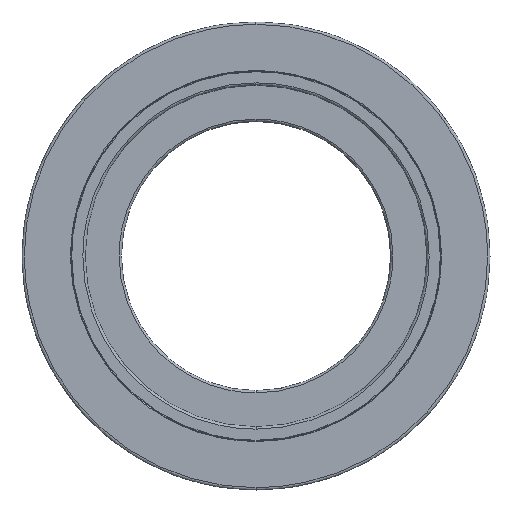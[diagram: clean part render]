
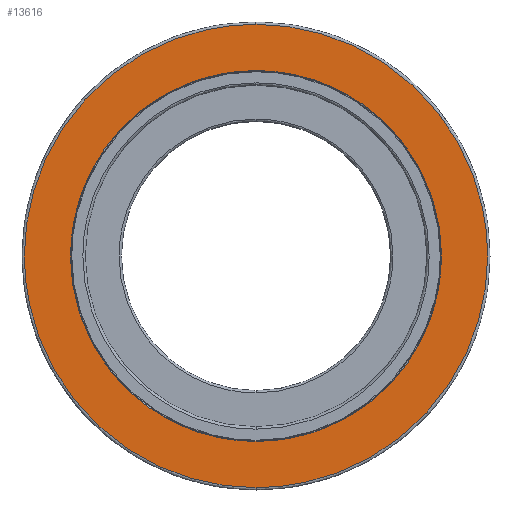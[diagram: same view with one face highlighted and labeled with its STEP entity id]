
A CAD part, left-side view. The second image highlights one B-rep face of the part: STEP entity #13616.
In plain terms, the highlighted planar face has unit normal (-1, 0, 0).
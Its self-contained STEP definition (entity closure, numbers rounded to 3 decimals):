
#39 = VERTEX_POINT ( 'NONE', #9296 ) ;
#148 = ORIENTED_EDGE ( 'NONE', *, *, #8984, .F. ) ;
#556 = VERTEX_POINT ( 'NONE', #4869 ) ;
#739 = CARTESIAN_POINT ( 'NONE',  ( 0., -198., 0. ) ) ;
#821 = CARTESIAN_POINT ( 'NONE',  ( 0., 92.847, -158.5 ) ) ;
#905 = CARTESIAN_POINT ( 'NONE',  ( 0., -198., 0. ) ) ;
#915 =( BOUNDED_CURVE ( )  B_SPLINE_CURVE ( 3, ( #6917, #2103, #821, #14324 ),
 .UNSPECIFIED., .F., .F. ) 
 B_SPLINE_CURVE_WITH_KNOTS ( ( 4, 4 ),
 ( 0., 0.5 ),
 .UNSPECIFIED. ) 
 CURVE ( )  GEOMETRIC_REPRESENTATION_ITEM ( )  RATIONAL_B_SPLINE_CURVE ( ( 1., 0.805, 0.805, 1. ) ) 
 REPRESENTATION_ITEM ( '' )  );
#961 = CARTESIAN_POINT ( 'NONE',  ( 0., -115.986, -198. ) ) ;
#1190 = ORIENTED_EDGE ( 'NONE', *, *, #6057, .F. ) ;
#1265 = VERTEX_POINT ( 'NONE', #11707 ) ;
#1319 = CARTESIAN_POINT ( 'NONE',  ( 0., 158.5, 0. ) ) ;
#1867 = CARTESIAN_POINT ( 'NONE',  ( 0., 0., -158.5 ) ) ;
#1928 = VERTEX_POINT ( 'NONE', #739 ) ;
#2088 = CARTESIAN_POINT ( 'NONE',  ( 0., -158.5, 92.847 ) ) ;
#2103 = CARTESIAN_POINT ( 'NONE',  ( 0., 158.5, -92.847 ) ) ;
#2836 = CARTESIAN_POINT ( 'NONE',  ( 0., 198., 0. ) ) ;
#3474 = CARTESIAN_POINT ( 'NONE',  ( 0., 198., -115.986 ) ) ;
#3735 = EDGE_CURVE ( 'NONE', #3772, #6872, #915, .T. ) ;
#3772 = VERTEX_POINT ( 'NONE', #1319 ) ;
#3964 = CARTESIAN_POINT ( 'NONE',  ( 0., 0., 158.5 ) ) ;
#4493 = CARTESIAN_POINT ( 'NONE',  ( 0., -92.847, 158.5 ) ) ;
#4667 = PLANE ( 'NONE',  #9920 ) ;
#4696 =( BOUNDED_CURVE ( )  B_SPLINE_CURVE ( 3, ( #10683, #2088, #4493, #13120 ),
 .UNSPECIFIED., .F., .F. ) 
 B_SPLINE_CURVE_WITH_KNOTS ( ( 4, 4 ),
 ( 0., 0.5 ),
 .UNSPECIFIED. ) 
 CURVE ( )  GEOMETRIC_REPRESENTATION_ITEM ( )  RATIONAL_B_SPLINE_CURVE ( ( 1., 0.805, 0.805, 1. ) ) 
 REPRESENTATION_ITEM ( '' )  );
#4869 = CARTESIAN_POINT ( 'NONE',  ( 0., -158.5, 0. ) ) ;
#5093 = ORIENTED_EDGE ( 'NONE', *, *, #10890, .F. ) ;
#5192 = CARTESIAN_POINT ( 'NONE',  ( 0., 92.847, 158.5 ) ) ;
#5249 = CARTESIAN_POINT ( 'NONE',  ( 0., 115.986, 198. ) ) ;
#5628 = CARTESIAN_POINT ( 'NONE',  ( 0., -115.986, 198. ) ) ;
#6057 = EDGE_CURVE ( 'NONE', #1928, #39, #9399, .T. ) ;
#6077 =( BOUNDED_CURVE ( )  B_SPLINE_CURVE ( 3, ( #13063, #5628, #6889, #15522 ),
 .UNSPECIFIED., .F., .T. ) 
 B_SPLINE_CURVE_WITH_KNOTS ( ( 4, 4 ),
 ( 0.5, 1. ),
 .UNSPECIFIED. ) 
 CURVE ( )  GEOMETRIC_REPRESENTATION_ITEM ( )  RATIONAL_B_SPLINE_CURVE ( ( 1., 0.805, 0.805, 1. ) ) 
 REPRESENTATION_ITEM ( '' )  );
#6256 =( BOUNDED_CURVE ( )  B_SPLINE_CURVE ( 3, ( #2836, #11434, #5249, #13888 ),
 .UNSPECIFIED., .F., .F. ) 
 B_SPLINE_CURVE_WITH_KNOTS ( ( 4, 4 ),
 ( 0., 0.5 ),
 .UNSPECIFIED. ) 
 CURVE ( )  GEOMETRIC_REPRESENTATION_ITEM ( )  RATIONAL_B_SPLINE_CURVE ( ( 1., 0.805, 0.805, 1. ) ) 
 REPRESENTATION_ITEM ( '' )  );
#6367 = EDGE_LOOP ( 'NONE', ( #15437, #148, #1190, #5093 ) ) ;
#6413 = CARTESIAN_POINT ( 'NONE',  ( 0., 158.5, 0. ) ) ;
#6464 = EDGE_LOOP ( 'NONE', ( #13283, #9784, #14723, #7521 ) ) ;
#6872 = VERTEX_POINT ( 'NONE', #1867 ) ;
#6889 = CARTESIAN_POINT ( 'NONE',  ( 0., -198., 115.986 ) ) ;
#6917 = CARTESIAN_POINT ( 'NONE',  ( 0., 158.5, 0. ) ) ;
#6967 = CARTESIAN_POINT ( 'NONE',  ( 0., 0., -158.5 ) ) ;
#7001 = CARTESIAN_POINT ( 'NONE',  ( 0., -198., -115.986 ) ) ;
#7521 = ORIENTED_EDGE ( 'NONE', *, *, #15254, .F. ) ;
#7717 =( BOUNDED_CURVE ( )  B_SPLINE_CURVE ( 3, ( #12037, #10873, #3474, #12086 ),
 .UNSPECIFIED., .F., .F. ) 
 B_SPLINE_CURVE_WITH_KNOTS ( ( 4, 4 ),
 ( 0.5, 1. ),
 .UNSPECIFIED. ) 
 CURVE ( )  GEOMETRIC_REPRESENTATION_ITEM ( )  RATIONAL_B_SPLINE_CURVE ( ( 1., 0.805, 0.805, 1. ) ) 
 REPRESENTATION_ITEM ( '' )  );
#7968 = FACE_BOUND ( 'NONE', #6464, .T. ) ;
#8252 = CARTESIAN_POINT ( 'NONE',  ( 0., -158.5, 0. ) ) ;
#8304 = EDGE_CURVE ( 'NONE', #556, #1265, #4696, .T. ) ;
#8519 = DIRECTION ( 'NONE',  ( 0., 0., -1. ) ) ;
#8984 = EDGE_CURVE ( 'NONE', #39, #15484, #7717, .T. ) ;
#9296 = CARTESIAN_POINT ( 'NONE',  ( 0., 0., -198. ) ) ;
#9399 =( BOUNDED_CURVE ( )  B_SPLINE_CURVE ( 3, ( #905, #7001, #961, #9538 ),
 .UNSPECIFIED., .F., .F. ) 
 B_SPLINE_CURVE_WITH_KNOTS ( ( 4, 4 ),
 ( 0., 0.5 ),
 .UNSPECIFIED. ) 
 CURVE ( )  GEOMETRIC_REPRESENTATION_ITEM ( )  RATIONAL_B_SPLINE_CURVE ( ( 1., 0.805, 0.805, 1. ) ) 
 REPRESENTATION_ITEM ( '' )  );
#9538 = CARTESIAN_POINT ( 'NONE',  ( 0., 0., -198. ) ) ;
#9599 =( BOUNDED_CURVE ( )  B_SPLINE_CURVE ( 3, ( #6967, #14379, #15595, #8252 ),
 .UNSPECIFIED., .F., .F. ) 
 B_SPLINE_CURVE_WITH_KNOTS ( ( 4, 4 ),
 ( 0.5, 1. ),
 .UNSPECIFIED. ) 
 CURVE ( )  GEOMETRIC_REPRESENTATION_ITEM ( )  RATIONAL_B_SPLINE_CURVE ( ( 1., 0.805, 0.805, 1. ) ) 
 REPRESENTATION_ITEM ( '' )  );
#9784 = ORIENTED_EDGE ( 'NONE', *, *, #13725, .F. ) ;
#9920 = AXIS2_PLACEMENT_3D ( 'NONE', #12162, #15856, #8519 ) ;
#10683 = CARTESIAN_POINT ( 'NONE',  ( 0., -158.5, 0. ) ) ;
#10873 = CARTESIAN_POINT ( 'NONE',  ( 0., 115.986, -198. ) ) ;
#10890 = EDGE_CURVE ( 'NONE', #11225, #1928, #6077, .T. ) ;
#11225 = VERTEX_POINT ( 'NONE', #15513 ) ;
#11434 = CARTESIAN_POINT ( 'NONE',  ( 0., 198., 115.986 ) ) ;
#11667 = EDGE_CURVE ( 'NONE', #15484, #11225, #6256, .T. ) ;
#11707 = CARTESIAN_POINT ( 'NONE',  ( 0., 0., 158.5 ) ) ;
#12037 = CARTESIAN_POINT ( 'NONE',  ( 0., 0., -198. ) ) ;
#12086 = CARTESIAN_POINT ( 'NONE',  ( 0., 198., 0. ) ) ;
#12162 = CARTESIAN_POINT ( 'NONE',  ( 0., 0., 0. ) ) ;
#12324 = CARTESIAN_POINT ( 'NONE',  ( 0., 198., 0. ) ) ;
#12824 =( BOUNDED_CURVE ( )  B_SPLINE_CURVE ( 3, ( #3964, #5192, #13820, #6413 ),
 .UNSPECIFIED., .F., .T. ) 
 B_SPLINE_CURVE_WITH_KNOTS ( ( 4, 4 ),
 ( 0.5, 1. ),
 .UNSPECIFIED. ) 
 CURVE ( )  GEOMETRIC_REPRESENTATION_ITEM ( )  RATIONAL_B_SPLINE_CURVE ( ( 1., 0.805, 0.805, 1. ) ) 
 REPRESENTATION_ITEM ( '' )  );
#13063 = CARTESIAN_POINT ( 'NONE',  ( 0., 0., 198. ) ) ;
#13120 = CARTESIAN_POINT ( 'NONE',  ( 0., 0., 158.5 ) ) ;
#13283 = ORIENTED_EDGE ( 'NONE', *, *, #3735, .F. ) ;
#13616 = ADVANCED_FACE ( '129', ( #7968, #14136 ), #4667, .F. ) ;
#13725 = EDGE_CURVE ( 'NONE', #1265, #3772, #12824, .T. ) ;
#13820 = CARTESIAN_POINT ( 'NONE',  ( 0., 158.5, 92.847 ) ) ;
#13888 = CARTESIAN_POINT ( 'NONE',  ( 0., 0., 198. ) ) ;
#14136 = FACE_OUTER_BOUND ( 'NONE', #6367, .T. ) ;
#14324 = CARTESIAN_POINT ( 'NONE',  ( 0., 0., -158.5 ) ) ;
#14379 = CARTESIAN_POINT ( 'NONE',  ( 0., -92.847, -158.5 ) ) ;
#14723 = ORIENTED_EDGE ( 'NONE', *, *, #8304, .F. ) ;
#15254 = EDGE_CURVE ( 'NONE', #6872, #556, #9599, .T. ) ;
#15437 = ORIENTED_EDGE ( 'NONE', *, *, #11667, .F. ) ;
#15484 = VERTEX_POINT ( 'NONE', #12324 ) ;
#15513 = CARTESIAN_POINT ( 'NONE',  ( 0., 0., 198. ) ) ;
#15522 = CARTESIAN_POINT ( 'NONE',  ( 0., -198., 0. ) ) ;
#15595 = CARTESIAN_POINT ( 'NONE',  ( 0., -158.5, -92.847 ) ) ;
#15856 = DIRECTION ( 'NONE',  ( 1., 0., 0. ) ) ;
